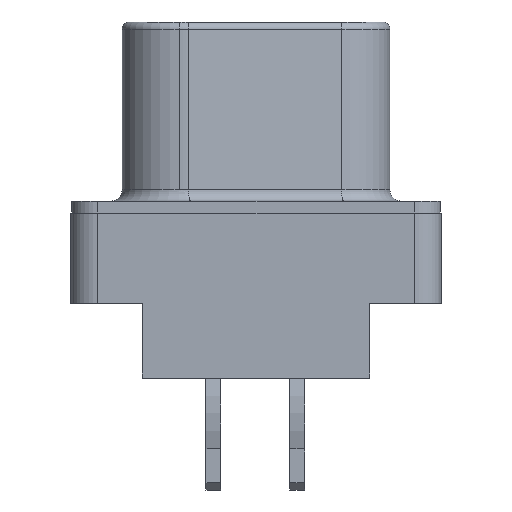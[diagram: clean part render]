
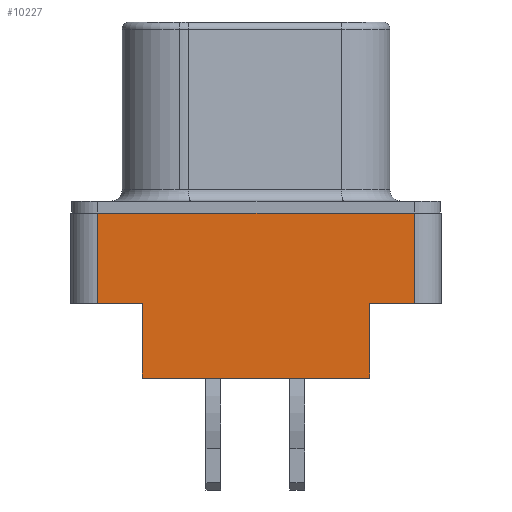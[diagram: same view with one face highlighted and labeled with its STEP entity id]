
A CAD part, left-side view. The second image highlights one B-rep face of the part: STEP entity #10227.
In plain terms, the highlighted planar face has unit normal (-1, 0, 0).
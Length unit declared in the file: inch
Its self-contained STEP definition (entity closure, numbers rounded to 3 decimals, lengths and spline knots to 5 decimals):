
#2954 = CARTESIAN_POINT ( 'NONE',  ( -0.001, 0.459, -0.016 ) ) ;
#3001 = CARTESIAN_POINT ( 'NONE',  ( -0.001, 0.035, -0.016 ) ) ;
#3002 = DIRECTION ( 'NONE',  ( 0., 1., 0. ) ) ;
#3003 = VECTOR ( 'NONE', #3002, 39.37008 ) ;
#3004 = CARTESIAN_POINT ( 'NONE',  ( -0.001, 0.035, -0.016 ) ) ;
#3005 = LINE ( 'NONE', #3004, #3003 ) ;
#3090 = DIRECTION ( 'NONE',  ( 0., -1., 0. ) ) ;
#3091 = VECTOR ( 'NONE', #3090, 39.37008 ) ;
#3092 = CARTESIAN_POINT ( 'NONE',  ( -0.001, -0.001, -0.137 ) ) ;
#3093 = LINE ( 'NONE', #3092, #3091 ) ;
#3095 = CARTESIAN_POINT ( 'NONE',  ( -0.001, 0.035, -0.137 ) ) ;
#3171 = CARTESIAN_POINT ( 'NONE',  ( -0.001, 0.0945, -0.137 ) ) ;
#3224 = VECTOR ( 'NONE', #3273, 39.37008 ) ;
#3225 = CARTESIAN_POINT ( 'NONE',  ( -0.001, 0.3995, -0.137 ) ) ;
#3226 = LINE ( 'NONE', #3225, #3224 ) ;
#3227 = CARTESIAN_POINT ( 'NONE',  ( -0.001, 0.3995, -0.137 ) ) ;
#3228 = DIRECTION ( 'NONE',  ( 0., 1., 0. ) ) ;
#3229 = VECTOR ( 'NONE', #3228, 39.37008 ) ;
#3230 = CARTESIAN_POINT ( 'NONE',  ( -0.001, 0.495, -0.137 ) ) ;
#3231 = LINE ( 'NONE', #3230, #3229 ) ;
#3267 = DIRECTION ( 'NONE',  ( 0., 1., 0. ) ) ;
#3268 = VECTOR ( 'NONE', #3267, 39.37008 ) ;
#3269 = CARTESIAN_POINT ( 'NONE',  ( -0.001, 0.035, -0.237 ) ) ;
#3270 = LINE ( 'NONE', #3269, #3268 ) ;
#3272 = CARTESIAN_POINT ( 'NONE',  ( -0.001, 0.3995, -0.237 ) ) ;
#3273 = DIRECTION ( 'NONE',  ( 0., 0., -1. ) ) ;
#3274 = AXIS2_PLACEMENT_3D ( 'NONE', #3337, #3336, #3335 ) ;
#3275 = PLANE ( 'NONE',  #3274 ) ;
#3293 = FACE_OUTER_BOUND ( 'NONE', #10228, .T. ) ;
#3294 = DIRECTION ( 'NONE',  ( 0., 0., 1. ) ) ;
#3295 = VECTOR ( 'NONE', #3294, 39.37008 ) ;
#3296 = CARTESIAN_POINT ( 'NONE',  ( -0.001, 0.035, -0.237 ) ) ;
#3297 = LINE ( 'NONE', #3296, #3295 ) ;
#3325 = CARTESIAN_POINT ( 'NONE',  ( -0.001, 0.459, -0.137 ) ) ;
#3326 = DIRECTION ( 'NONE',  ( 0., 0., 1. ) ) ;
#3327 = VECTOR ( 'NONE', #3326, 39.37008 ) ;
#3328 = CARTESIAN_POINT ( 'NONE',  ( -0.001, 0.459, -0.237 ) ) ;
#3329 = LINE ( 'NONE', #3328, #3327 ) ;
#3330 = CARTESIAN_POINT ( 'NONE',  ( -0.001, 0.0945, -0.237 ) ) ;
#3331 = DIRECTION ( 'NONE',  ( 0., 0., -1. ) ) ;
#3332 = VECTOR ( 'NONE', #3331, 39.37008 ) ;
#3333 = CARTESIAN_POINT ( 'NONE',  ( -0.001, 0.0945, -0.137 ) ) ;
#3334 = LINE ( 'NONE', #3333, #3332 ) ;
#3335 = DIRECTION ( 'NONE',  ( 0., 1., 0. ) ) ;
#3336 = DIRECTION ( 'NONE',  ( 1., 0., 0. ) ) ;
#3337 = CARTESIAN_POINT ( 'NONE',  ( -0.001, 0.035, -0.237 ) ) ;
#10128 = VERTEX_POINT ( 'NONE', #2954 ) ;
#10130 = EDGE_CURVE ( 'NONE', #10131, #10128, #3005, .T. ) ;
#10131 = VERTEX_POINT ( 'NONE', #3001 ) ;
#10157 = VERTEX_POINT ( 'NONE', #3095 ) ;
#10159 = EDGE_CURVE ( 'NONE', #10192, #10157, #3093, .T. ) ;
#10192 = VERTEX_POINT ( 'NONE', #3171 ) ;
#10214 = ORIENTED_EDGE ( 'NONE', *, *, #10215, .F. ) ;
#10215 = EDGE_CURVE ( 'NONE', #10216, #10237, #3231, .T. ) ;
#10216 = VERTEX_POINT ( 'NONE', #3227 ) ;
#10217 = ORIENTED_EDGE ( 'NONE', *, *, #10218, .T. ) ;
#10218 = EDGE_CURVE ( 'NONE', #10216, #10219, #3226, .T. ) ;
#10219 = VERTEX_POINT ( 'NONE', #3272 ) ;
#10220 = ORIENTED_EDGE ( 'NONE', *, *, #10221, .F. ) ;
#10221 = EDGE_CURVE ( 'NONE', #10231, #10219, #3270, .T. ) ;
#10226 = EDGE_CURVE ( 'NONE', #10157, #10131, #3297, .T. ) ;
#10227 = ADVANCED_FACE ( 'NONE', ( #3293 ), #3275, .F. ) ;
#10228 = EDGE_LOOP ( 'NONE', ( #10229, #10232, #10233, #10234, #10235, #10214, #10217, #10220 ) ) ;
#10229 = ORIENTED_EDGE ( 'NONE', *, *, #10230, .F. ) ;
#10230 = EDGE_CURVE ( 'NONE', #10192, #10231, #3334, .T. ) ;
#10231 = VERTEX_POINT ( 'NONE', #3330 ) ;
#10232 = ORIENTED_EDGE ( 'NONE', *, *, #10159, .T. ) ;
#10233 = ORIENTED_EDGE ( 'NONE', *, *, #10226, .T. ) ;
#10234 = ORIENTED_EDGE ( 'NONE', *, *, #10130, .T. ) ;
#10235 = ORIENTED_EDGE ( 'NONE', *, *, #10236, .F. ) ;
#10236 = EDGE_CURVE ( 'NONE', #10237, #10128, #3329, .T. ) ;
#10237 = VERTEX_POINT ( 'NONE', #3325 ) ;
